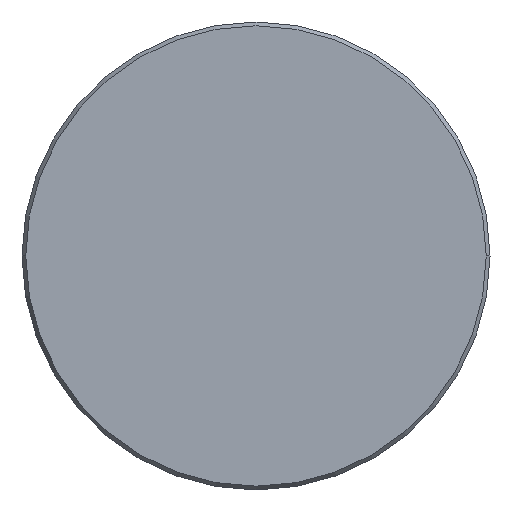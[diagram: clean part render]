
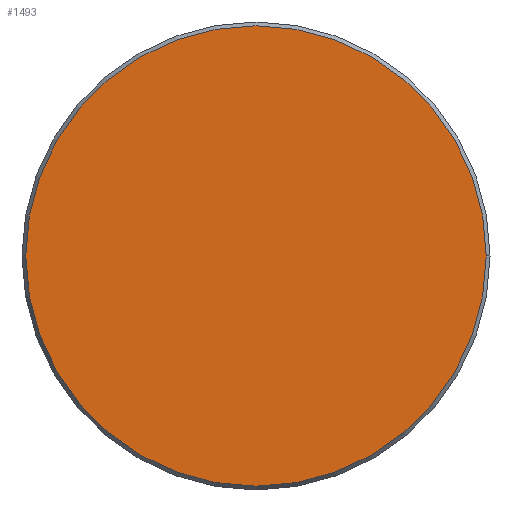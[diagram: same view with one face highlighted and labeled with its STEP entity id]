
A CAD part, top view. The second image highlights one B-rep face of the part: STEP entity #1493.
In plain terms, the highlighted planar face has unit normal (0, 0, 1).
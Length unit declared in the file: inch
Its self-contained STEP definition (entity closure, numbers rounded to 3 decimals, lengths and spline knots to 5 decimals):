
#1 = CARTESIAN_POINT ( 'NONE',  ( 0.28901, 2.11124, 4.74481 ) ) ;
#186 = DIRECTION ( 'NONE',  ( -1., 0., 0. ) ) ;
#258 = ORIENTED_EDGE ( 'NONE', *, *, #2232, .T. ) ;
#274 = ORIENTED_EDGE ( 'NONE', *, *, #1902, .T. ) ;
#324 = DIRECTION ( 'NONE',  ( 0., 0., 1. ) ) ;
#669 = EDGE_LOOP ( 'NONE', ( #258, #274 ) ) ;
#714 = DIRECTION ( 'NONE',  ( -1., 0., 0. ) ) ;
#723 = DIRECTION ( 'NONE',  ( 0., 0., 1. ) ) ;
#740 = CARTESIAN_POINT ( 'NONE',  ( 0.28901, 3.13024, 4.74481 ) ) ;
#1040 = CIRCLE ( 'NONE', #1959, 0.99768 ) ;
#1124 = VERTEX_POINT ( 'NONE', #2024 ) ;
#1276 = DIRECTION ( 'NONE',  ( -1., 0., 0. ) ) ;
#1333 = AXIS2_PLACEMENT_3D ( 'NONE', #1, #723, #1276 ) ;
#1427 = VERTEX_POINT ( 'NONE', #2129 ) ;
#1456 = CIRCLE ( 'NONE', #1333, 0.99768 ) ;
#1488 = PLANE ( 'NONE',  #1583 ) ;
#1493 = ADVANCED_FACE ( 'NONE', ( #2002 ), #1488, .F. ) ;
#1583 = AXIS2_PLACEMENT_3D ( 'NONE', #740, #1814, #186 ) ;
#1814 = DIRECTION ( 'NONE',  ( 0., 0., -1. ) ) ;
#1902 = EDGE_CURVE ( 'NONE', #1427, #1124, #1456, .T. ) ;
#1959 = AXIS2_PLACEMENT_3D ( 'NONE', #2322, #324, #714 ) ;
#2002 = FACE_OUTER_BOUND ( 'NONE', #669, .T. ) ;
#2024 = CARTESIAN_POINT ( 'NONE',  ( -0.70867, 2.11124, 4.74481 ) ) ;
#2129 = CARTESIAN_POINT ( 'NONE',  ( 1.28669, 2.11124, 4.74481 ) ) ;
#2232 = EDGE_CURVE ( 'NONE', #1124, #1427, #1040, .T. ) ;
#2322 = CARTESIAN_POINT ( 'NONE',  ( 0.28901, 2.11124, 4.74481 ) ) ;
